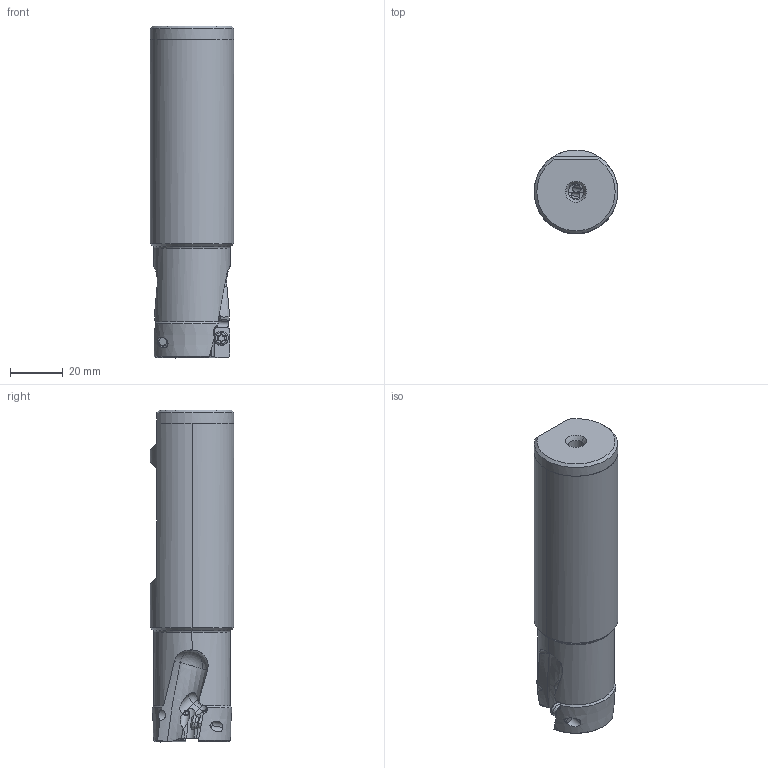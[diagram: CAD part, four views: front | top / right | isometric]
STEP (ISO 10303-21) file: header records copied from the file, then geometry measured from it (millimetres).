
FILE_DESCRIPTION(/* description */ (''),/* implementation_level */ '2;1');
FILE_NAME(/* name */ 'APX4000UR202FA20SA.stp',/* time_stamp */ '2021-09-08T11:43:18+09:00',/* author */ (''),/* organization */ (''),/* preprocessor_version */ 'ST-DEVELOPER v16',/* originating_system */ 'SIEMENS PLM Software NX 10.0',/* authorisation */ '');
FILE_SCHEMA (('AUTOMOTIVE_DESIGN { 1 0 10303 214 3 1 1 1 }'));
Length unit declared in the file: millimetre
Products named in the file (1): APX4000UR202FA20SA_ASM
Bounding box: 31.75 x 31.75 x 125.9 mm (x, y, z)
Volume: 83453.7 mm3; surface area: 16551.1 mm2
Topology: 3 solids, 3 shells, 183 faces, 548 edges, 385 vertices
Faces by surface type: cylinder 77, plane 47, cone 29, torus 14, sphere 12, bspline 4
Entity records: 9348 total; most frequent: CARTESIAN_POINT 4267, ORIENTED_EDGE 1076, DIRECTION 1015, EDGE_CURVE 538, AXIS2_PLACEMENT_3D 441, VERTEX_POINT 365, CIRCLE 209, EDGE_LOOP 195
